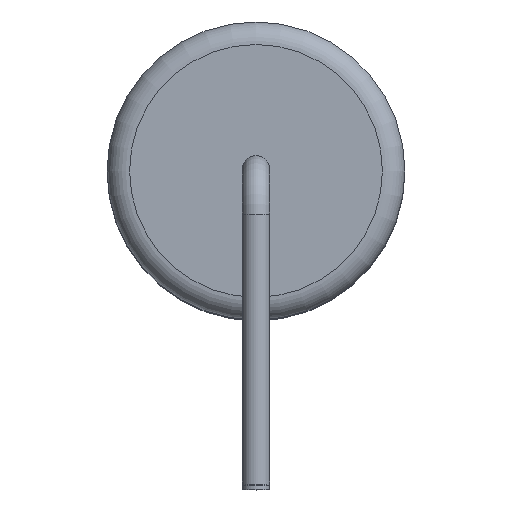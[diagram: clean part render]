
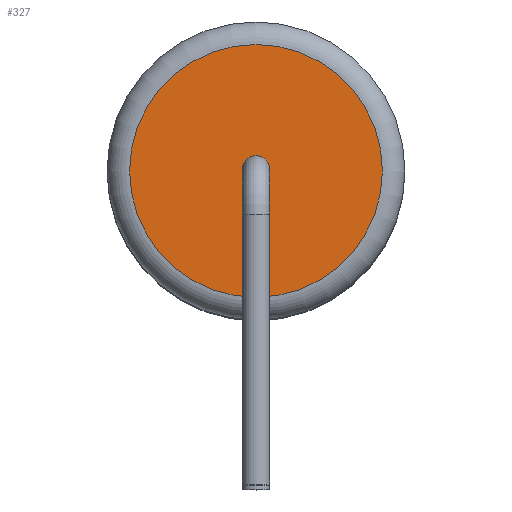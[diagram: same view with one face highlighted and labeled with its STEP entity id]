
A CAD part, top view. The second image highlights one B-rep face of the part: STEP entity #327.
In plain terms, the highlighted planar face has unit normal (0, 0, 1).
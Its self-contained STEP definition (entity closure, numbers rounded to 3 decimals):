
#40=FACE_BOUND('',#62,.T.);
#43=FACE_OUTER_BOUND('',#61,.T.);
#61=EDGE_LOOP('',(#211,#212));
#62=EDGE_LOOP('',(#213,#214));
#82=CIRCLE('',#367,2.8);
#83=CIRCLE('',#368,2.8);
#84=CIRCLE('',#369,0.3);
#85=CIRCLE('',#370,0.3);
#124=VERTEX_POINT('',#557);
#125=VERTEX_POINT('',#558);
#126=VERTEX_POINT('',#561);
#127=VERTEX_POINT('',#562);
#162=EDGE_CURVE('',#124,#125,#82,.T.);
#163=EDGE_CURVE('',#125,#124,#83,.T.);
#164=EDGE_CURVE('',#126,#127,#84,.T.);
#165=EDGE_CURVE('',#127,#126,#85,.T.);
#211=ORIENTED_EDGE('',*,*,#162,.F.);
#212=ORIENTED_EDGE('',*,*,#163,.F.);
#213=ORIENTED_EDGE('',*,*,#164,.T.);
#214=ORIENTED_EDGE('',*,*,#165,.T.);
#309=PLANE('',#366);
#327=ADVANCED_FACE('',(#43,#40),#309,.T.);
#366=AXIS2_PLACEMENT_3D('',#556,#428,#429);
#367=AXIS2_PLACEMENT_3D('',#559,#430,#431);
#368=AXIS2_PLACEMENT_3D('',#560,#432,#433);
#369=AXIS2_PLACEMENT_3D('',#563,#434,#435);
#370=AXIS2_PLACEMENT_3D('',#564,#436,#437);
#428=DIRECTION('center_axis',(0.,0.,1.));
#429=DIRECTION('ref_axis',(1.,0.,0.));
#430=DIRECTION('center_axis',(0.,0.,-1.));
#431=DIRECTION('ref_axis',(1.,0.,0.));
#432=DIRECTION('center_axis',(0.,0.,-1.));
#433=DIRECTION('ref_axis',(1.,0.,0.));
#434=DIRECTION('center_axis',(0.,0.,-1.));
#435=DIRECTION('ref_axis',(-1.,0.,0.));
#436=DIRECTION('center_axis',(0.,0.,-1.));
#437=DIRECTION('ref_axis',(-1.,0.,0.));
#556=CARTESIAN_POINT('Origin',(0.,6.1,13.));
#557=CARTESIAN_POINT('',(0.,6.1,13.));
#558=CARTESIAN_POINT('',(2.8,3.3,13.));
#559=CARTESIAN_POINT('Origin',(0.,3.3,13.));
#560=CARTESIAN_POINT('Origin',(0.,3.3,13.));
#561=CARTESIAN_POINT('',(-0.3,3.3,13.));
#562=CARTESIAN_POINT('',(0.3,3.3,13.));
#563=CARTESIAN_POINT('Origin',(0.,3.3,13.));
#564=CARTESIAN_POINT('Origin',(0.,3.3,13.));
